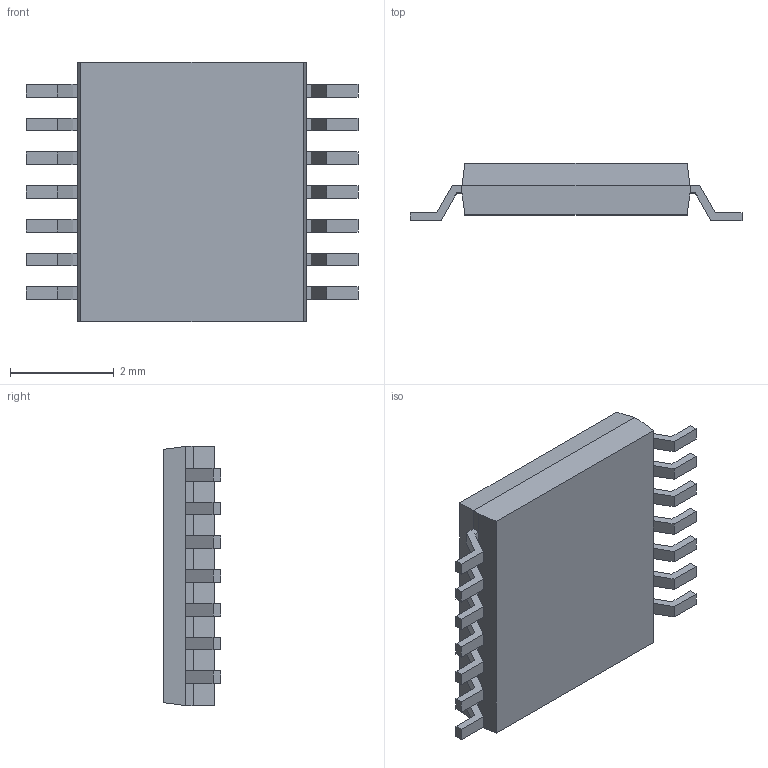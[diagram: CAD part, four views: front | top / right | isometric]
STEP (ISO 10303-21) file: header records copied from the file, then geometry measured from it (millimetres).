
FILE_DESCRIPTION(('FreeCAD Model'),'2;1');
FILE_NAME('Open CASCADE Shape Model','2025-09-09T11:53:17',(''),(''), 'Open CASCADE STEP processor 7.8','FreeCAD','Unknown');
FILE_SCHEMA(('AUTOMOTIVE_DESIGN { 1 0 10303 214 1 1 1 1 }'));
Length unit declared in the file: millimetre
Products named in the file (6): SOIC_standard; Body; Array001; Body001; Array; Body001 (Mirror #1)
Assembly tree (17 placements, depth 3):
  SOIC_standard
    Body
    Array001
      Body001  x7
    Array
      Body001 (Mirror #1)  x7
Bounding box: 6.4 x 1.1 x 5 mm (x, y, z)
Volume: 22.1 mm3; surface area: 76.2 mm2
Topology: 15 solids, 15 shells, 152 faces, 362 edges, 240 vertices
Faces by surface type: plane 152
Entity records: 1111 total; most frequent: DIRECTION 174, CARTESIAN_POINT 172, ORIENTED_EDGE 148, EDGE_CURVE 74, LINE 74, VECTOR 74, AXIS2_PLACEMENT_3D 50, VERTEX_POINT 48
